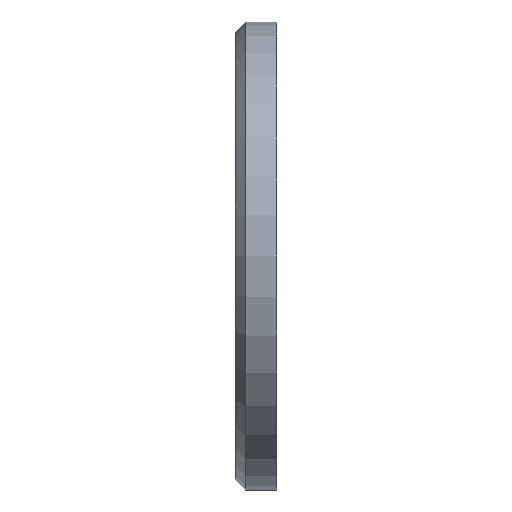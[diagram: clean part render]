
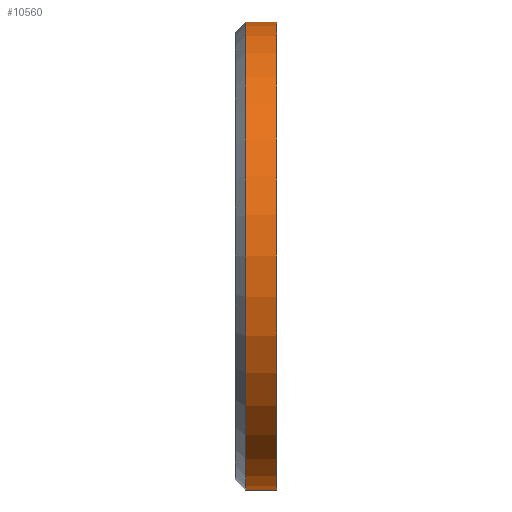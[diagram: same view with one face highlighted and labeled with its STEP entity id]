
A CAD part, left-side view. The second image highlights one B-rep face of the part: STEP entity #10560.
In plain terms, the highlighted cylindrical face has radius 22.5 mm (diameter 45 mm), a partial arc.
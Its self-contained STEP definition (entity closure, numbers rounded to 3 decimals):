
#30 = VERTEX_POINT ( 'NONE', #8925 ) ;
#313 = ORIENTED_EDGE ( 'NONE', *, *, #3910, .T. ) ;
#805 = CARTESIAN_POINT ( 'NONE',  ( 0., -2., 22.5 ) ) ;
#996 = DIRECTION ( 'NONE',  ( 0., 0., -1. ) ) ;
#1578 = CIRCLE ( 'NONE', #7638, 22.5 ) ;
#1901 = CIRCLE ( 'NONE', #4075, 22.5 ) ;
#2050 = DIRECTION ( 'NONE',  ( 0., -1., 0. ) ) ;
#2168 = EDGE_CURVE ( 'NONE', #30, #11314, #1578, .T. ) ;
#2533 = ORIENTED_EDGE ( 'NONE', *, *, #13112, .F. ) ;
#2544 = DIRECTION ( 'NONE',  ( 0., 0., 1. ) ) ;
#3133 = CARTESIAN_POINT ( 'NONE',  ( 0., 1., 0. ) ) ;
#3910 = EDGE_CURVE ( 'NONE', #10049, #14089, #1901, .T. ) ;
#4075 = AXIS2_PLACEMENT_3D ( 'NONE', #13753, #12708, #2544 ) ;
#4210 = EDGE_LOOP ( 'NONE', ( #2533, #14161, #4973, #313 ) ) ;
#4252 = DIRECTION ( 'NONE',  ( 0., -1., 0. ) ) ;
#4759 = CARTESIAN_POINT ( 'NONE',  ( 0., 1., -22.5 ) ) ;
#4973 = ORIENTED_EDGE ( 'NONE', *, *, #12845, .T. ) ;
#5088 = CARTESIAN_POINT ( 'NONE',  ( 0., 2., -22.5 ) ) ;
#5379 = CARTESIAN_POINT ( 'NONE',  ( 0., -2., -22.5 ) ) ;
#6324 = FACE_OUTER_BOUND ( 'NONE', #4210, .T. ) ;
#6818 = VECTOR ( 'NONE', #14016, 1000. ) ;
#7638 = AXIS2_PLACEMENT_3D ( 'NONE', #3133, #2050, #10996 ) ;
#7783 = CARTESIAN_POINT ( 'NONE',  ( 0., 2., 0. ) ) ;
#8329 = CARTESIAN_POINT ( 'NONE',  ( 0., 2., 22.5 ) ) ;
#8748 = LINE ( 'NONE', #8329, #6818 ) ;
#8924 = VECTOR ( 'NONE', #9652, 1000. ) ;
#8925 = CARTESIAN_POINT ( 'NONE',  ( 0., 1., 22.5 ) ) ;
#9652 = DIRECTION ( 'NONE',  ( 0., -1., 0. ) ) ;
#10016 = AXIS2_PLACEMENT_3D ( 'NONE', #7783, #4252, #996 ) ;
#10049 = VERTEX_POINT ( 'NONE', #5379 ) ;
#10560 = ADVANCED_FACE ( 'NONE', ( #6324 ), #13003, .T. ) ;
#10996 = DIRECTION ( 'NONE',  ( 0., 0., 1. ) ) ;
#11314 = VERTEX_POINT ( 'NONE', #4759 ) ;
#12708 = DIRECTION ( 'NONE',  ( 0., 1., 0. ) ) ;
#12845 = EDGE_CURVE ( 'NONE', #11314, #10049, #13306, .T. ) ;
#13003 = CYLINDRICAL_SURFACE ( 'NONE', #10016, 22.5 ) ;
#13112 = EDGE_CURVE ( 'NONE', #30, #14089, #8748, .T. ) ;
#13306 = LINE ( 'NONE', #5088, #8924 ) ;
#13753 = CARTESIAN_POINT ( 'NONE',  ( 0., -2., 0. ) ) ;
#14016 = DIRECTION ( 'NONE',  ( 0., -1., 0. ) ) ;
#14089 = VERTEX_POINT ( 'NONE', #805 ) ;
#14161 = ORIENTED_EDGE ( 'NONE', *, *, #2168, .T. ) ;
